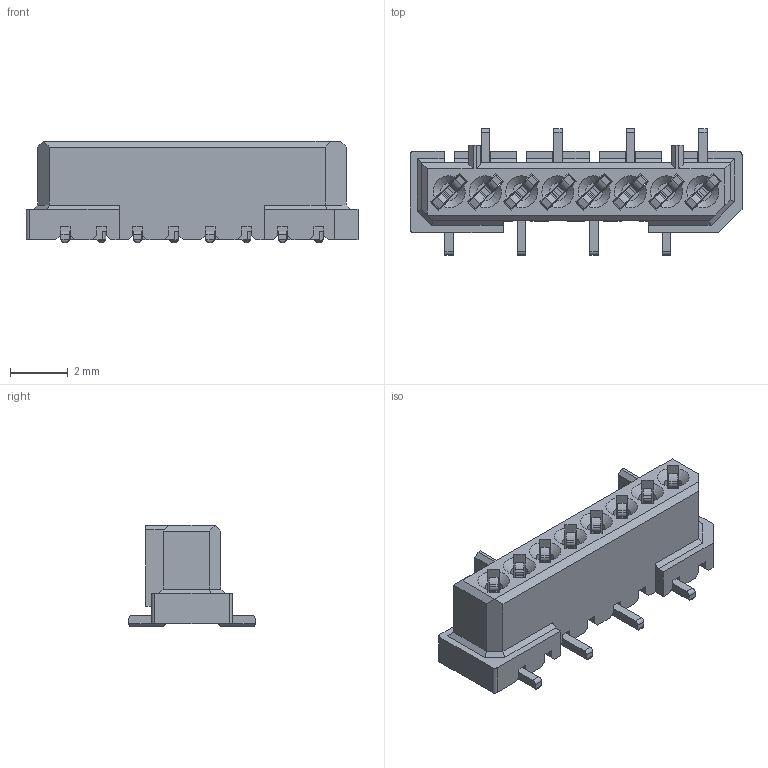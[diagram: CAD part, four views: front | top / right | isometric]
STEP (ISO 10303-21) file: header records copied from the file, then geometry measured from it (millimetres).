
FILE_DESCRIPTION( ('This file contains a STEP AP42 implementation' ,'as created by ZW3D STEP Interface translator.') ,'2;1' );
FILE_NAME( '3652-S008-034SNR05.stp' ,'241017.144227', (''), ('ZWCAD Software Co.'), 'Version 1.0', 'ZW3D to STEP translator', '' );
FILE_SCHEMA(('AUTOMOTIVE_DESIGN { 1 0 10303 214 1 1 1 1 }'));
Length unit declared in the file: millimetre
Products named in the file (4): 0; 3652-S008-034SNR05; G3652-S010_1_3; T3652-S_1_3
Assembly tree (9 placements, depth 2):
  0
  3652-S008-034SNR05
    G3652-S010_1_3
    T3652-S_1_3  x8
Bounding box: 11.45 x 4.35 x 3.5 mm (x, y, z)
Volume: 69.3 mm3; surface area: 339.2 mm2
Topology: 9 solids, 9 shells, 773 faces, 2136 edges, 1365 vertices
Faces by surface type: plane 530, cylinder 203, cone 32, sphere 8
Entity records: 15257 total; most frequent: CARTESIAN_POINT 2770, ORIENTED_EDGE 2560, DIRECTION 2366, EDGE_CURVE 1280, VECTOR 1102, LINE 1102, VERTEX_POINT 812, AXIS2_PLACEMENT_3D 632
